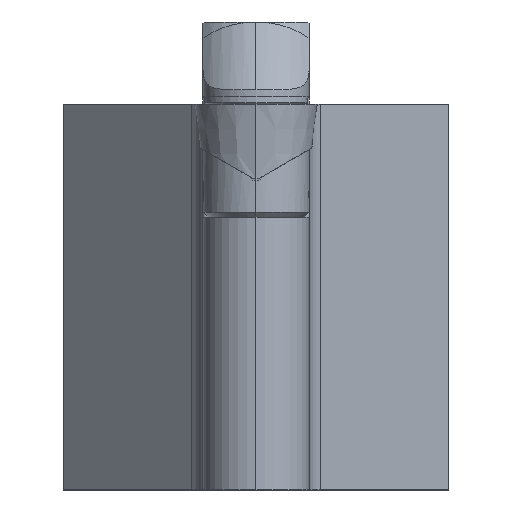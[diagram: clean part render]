
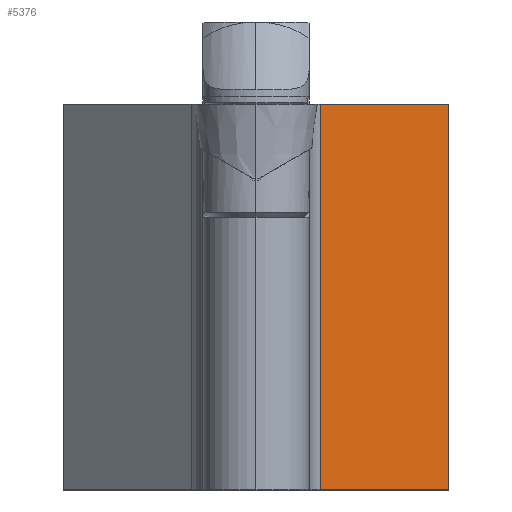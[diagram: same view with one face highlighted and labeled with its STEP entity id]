
A CAD part, left-side view. The second image highlights one B-rep face of the part: STEP entity #5376.
In plain terms, the highlighted planar face has unit normal (-0.707, -0.707, 0).
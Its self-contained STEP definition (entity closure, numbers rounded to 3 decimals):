
#341 = CARTESIAN_POINT ( 'NONE',  ( 52.5, -20., 321.4 ) ) ;
#470 = CARTESIAN_POINT ( 'NONE',  ( 39.172, -6.672, 321.4 ) ) ;
#518 = VECTOR ( 'NONE', #8180, 1000. ) ;
#780 = CARTESIAN_POINT ( 'NONE',  ( 16.25, 16.25, -40. ) ) ;
#991 = EDGE_CURVE ( 'NONE', #7246, #3179, #5496, .T. ) ;
#1425 = EDGE_LOOP ( 'NONE', ( #3437, #2901, #7319, #7262 ) ) ;
#1950 = CARTESIAN_POINT ( 'NONE',  ( 39.172, -6.672, -40. ) ) ;
#2285 = DIRECTION ( 'NONE',  ( -0.707, 0.707, 0. ) ) ;
#2432 = EDGE_CURVE ( 'NONE', #4500, #8512, #9049, .T. ) ;
#2562 = VECTOR ( 'NONE', #5530, 1000. ) ;
#2896 = LINE ( 'NONE', #341, #518 ) ;
#2901 = ORIENTED_EDGE ( 'NONE', *, *, #8045, .F. ) ;
#3019 = CARTESIAN_POINT ( 'NONE',  ( 39.172, -6.672, 0. ) ) ;
#3042 = VECTOR ( 'NONE', #6880, 1000. ) ;
#3106 = CARTESIAN_POINT ( 'NONE',  ( 39.172, -6.672, 321.4 ) ) ;
#3179 = VERTEX_POINT ( 'NONE', #1950 ) ;
#3437 = ORIENTED_EDGE ( 'NONE', *, *, #991, .F. ) ;
#3592 = CARTESIAN_POINT ( 'NONE',  ( 52.5, -20., -40. ) ) ;
#3722 = FACE_OUTER_BOUND ( 'NONE', #1425, .T. ) ;
#4494 = AXIS2_PLACEMENT_3D ( 'NONE', #3106, #7511, #5343 ) ;
#4500 = VERTEX_POINT ( 'NONE', #8974 ) ;
#5343 = DIRECTION ( 'NONE',  ( 0.707, -0.707, 0. ) ) ;
#5376 = ADVANCED_FACE ( 'NONE', ( #3722 ), #8257, .T. ) ;
#5496 = LINE ( 'NONE', #780, #7635 ) ;
#5530 = DIRECTION ( 'NONE',  ( 0., 0., -1. ) ) ;
#6336 = EDGE_CURVE ( 'NONE', #8512, #3179, #8763, .T. ) ;
#6880 = DIRECTION ( 'NONE',  ( -0.707, 0.707, 0. ) ) ;
#7246 = VERTEX_POINT ( 'NONE', #3592 ) ;
#7262 = ORIENTED_EDGE ( 'NONE', *, *, #6336, .T. ) ;
#7319 = ORIENTED_EDGE ( 'NONE', *, *, #2432, .T. ) ;
#7511 = DIRECTION ( 'NONE',  ( -0.707, -0.707, 0. ) ) ;
#7635 = VECTOR ( 'NONE', #2285, 1000. ) ;
#7745 = CARTESIAN_POINT ( 'NONE',  ( 16.25, 16.25, 0. ) ) ;
#8045 = EDGE_CURVE ( 'NONE', #4500, #7246, #2896, .T. ) ;
#8180 = DIRECTION ( 'NONE',  ( 0., 0., -1. ) ) ;
#8257 = PLANE ( 'NONE',  #4494 ) ;
#8512 = VERTEX_POINT ( 'NONE', #3019 ) ;
#8763 = LINE ( 'NONE', #470, #2562 ) ;
#8974 = CARTESIAN_POINT ( 'NONE',  ( 52.5, -20., 0. ) ) ;
#9049 = LINE ( 'NONE', #7745, #3042 ) ;
